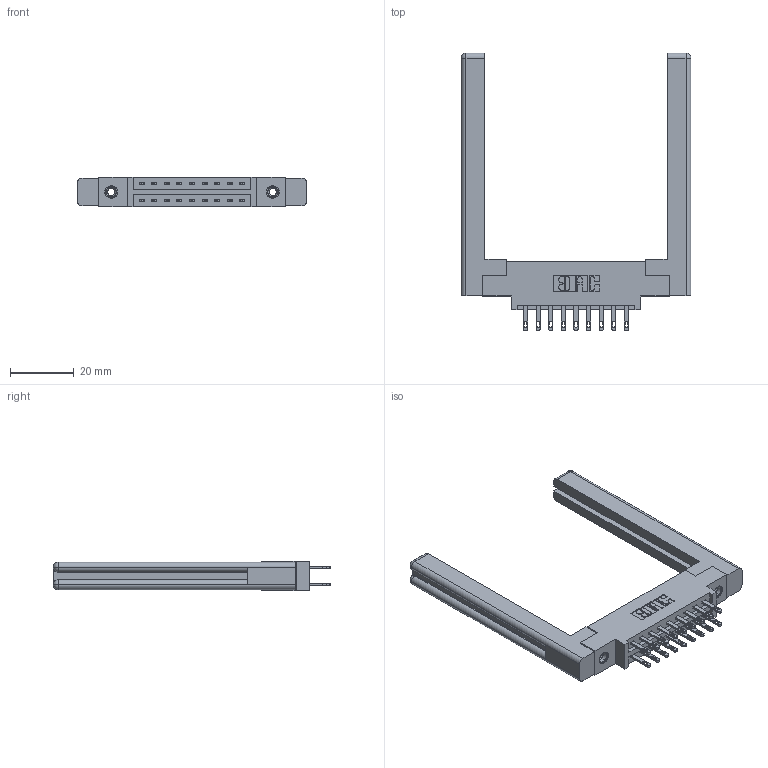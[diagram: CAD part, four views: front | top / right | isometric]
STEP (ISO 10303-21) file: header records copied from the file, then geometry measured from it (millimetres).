
FILE_DESCRIPTION (( 'STEP AP203' ), '1' );
FILE_NAME ('337-018-500-858.STEP', '2019-10-10T18:28:37', ( '' ), ( '' ), 'SwSTEP 2.0', 'SolidWorks 2016', '' );
FILE_SCHEMA (( 'CONFIG_CONTROL_DESIGN' ));
Length unit declared in the file: inch
Products named in the file (5): 345-292-001_345-293-100; 337-018-500-858; 345-250-001_345-250-001-102; 337 Part_0.170 Offset - 0.156 Dia-TI; 307-220-058
Assembly tree (23 placements, depth 2):
  337-018-500-858
    337 Part_0.170 Offset - 0.156 Dia-TI
    345-292-001_345-293-100  x18
    345-250-001_345-250-001-102  x2
    307-220-058  x2
Bounding box: 72.29 x 87.25 x 9.4 mm (x, y, z)
Volume: 14258.9 mm3; surface area: 13079 mm2
Topology: 23 solids, 23 shells, 1160 faces, 3431 edges, 2274 vertices
Faces by surface type: plane 734, cylinder 402, cone 12, torus 12
Entity records: 13942 total; most frequent: CARTESIAN_POINT 2385, ORIENTED_EDGE 2260, DIRECTION 2106, EDGE_CURVE 1130, LINE 950, VECTOR 950, VERTEX_POINT 746, AXIS2_PLACEMENT_3D 578
